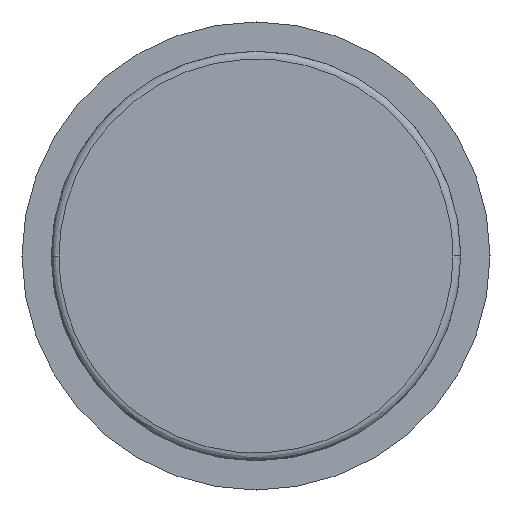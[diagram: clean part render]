
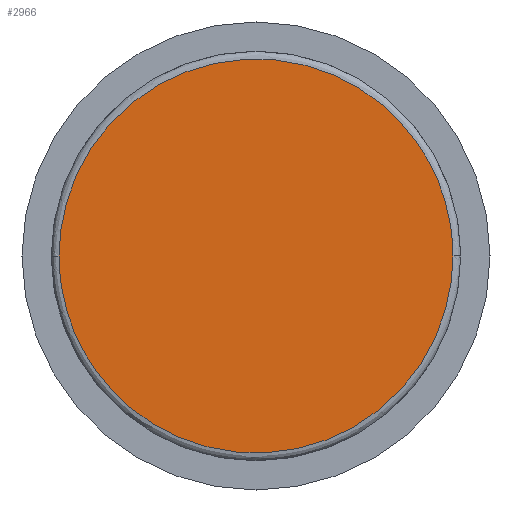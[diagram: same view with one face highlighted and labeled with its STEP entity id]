
A CAD part, left-side view. The second image highlights one B-rep face of the part: STEP entity #2966.
In plain terms, the highlighted planar face has unit normal (-1, 0, 0).
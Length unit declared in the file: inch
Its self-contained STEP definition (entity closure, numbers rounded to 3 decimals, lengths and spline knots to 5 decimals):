
#382 = CARTESIAN_POINT ( 'NONE',  ( -0.01969, -0.19882, 0. ) ) ;
#408 = CARTESIAN_POINT ( 'NONE',  ( -0.01969, 0.19882, 0. ) ) ;
#649 = VERTEX_POINT ( 'NONE', #1953 ) ;
#965 = EDGE_CURVE ( 'NONE', #649, #3023, #2433, .T. ) ;
#1093 = DIRECTION ( 'NONE',  ( 1., 0., 0. ) ) ;
#1471 = DIRECTION ( 'NONE',  ( 0., 1., 0. ) ) ;
#1569 =( BOUNDED_CURVE ( )  B_SPLINE_CURVE ( 3, ( #4815, #3612, #2087, #408 ),
 .UNSPECIFIED., .F., .F. ) 
 B_SPLINE_CURVE_WITH_KNOTS ( ( 4, 4 ),
 ( 0.5, 1. ),
 .UNSPECIFIED. ) 
 CURVE ( )  GEOMETRIC_REPRESENTATION_ITEM ( )  RATIONAL_B_SPLINE_CURVE ( ( 1., 0.333, 0.333, 1. ) ) 
 REPRESENTATION_ITEM ( '' )  );
#1953 = CARTESIAN_POINT ( 'NONE',  ( -0.01969, 0.19882, 0. ) ) ;
#2043 = ORIENTED_EDGE ( 'NONE', *, *, #2751, .F. ) ;
#2087 = CARTESIAN_POINT ( 'NONE',  ( -0.01969, 0.19882, -0.39764 ) ) ;
#2433 =( BOUNDED_CURVE ( )  B_SPLINE_CURVE ( 3, ( #3632, #3613, #4362, #3164 ),
 .UNSPECIFIED., .F., .F. ) 
 B_SPLINE_CURVE_WITH_KNOTS ( ( 4, 4 ),
 ( 0., 0.5 ),
 .UNSPECIFIED. ) 
 CURVE ( )  GEOMETRIC_REPRESENTATION_ITEM ( )  RATIONAL_B_SPLINE_CURVE ( ( 1., 0.333, 0.333, 1. ) ) 
 REPRESENTATION_ITEM ( '' )  );
#2675 = CARTESIAN_POINT ( 'NONE',  ( -0.01969, 0., 0. ) ) ;
#2751 = EDGE_CURVE ( 'NONE', #3023, #649, #1569, .T. ) ;
#2841 = AXIS2_PLACEMENT_3D ( 'NONE', #2675, #1093, #1471 ) ;
#2847 = ORIENTED_EDGE ( 'NONE', *, *, #965, .F. ) ;
#2966 = ADVANCED_FACE ( 'NONE', ( #5206 ), #3868, .F. ) ;
#3023 = VERTEX_POINT ( 'NONE', #382 ) ;
#3164 = CARTESIAN_POINT ( 'NONE',  ( -0.01969, -0.19882, 0. ) ) ;
#3612 = CARTESIAN_POINT ( 'NONE',  ( -0.01969, -0.19882, -0.39764 ) ) ;
#3613 = CARTESIAN_POINT ( 'NONE',  ( -0.01969, 0.19882, 0.39764 ) ) ;
#3632 = CARTESIAN_POINT ( 'NONE',  ( -0.01969, 0.19882, 0. ) ) ;
#3868 = PLANE ( 'NONE',  #2841 ) ;
#4362 = CARTESIAN_POINT ( 'NONE',  ( -0.01969, -0.19882, 0.39764 ) ) ;
#4441 = EDGE_LOOP ( 'NONE', ( #2847, #2043 ) ) ;
#4815 = CARTESIAN_POINT ( 'NONE',  ( -0.01969, -0.19882, 0. ) ) ;
#5206 = FACE_OUTER_BOUND ( 'NONE', #4441, .T. ) ;
